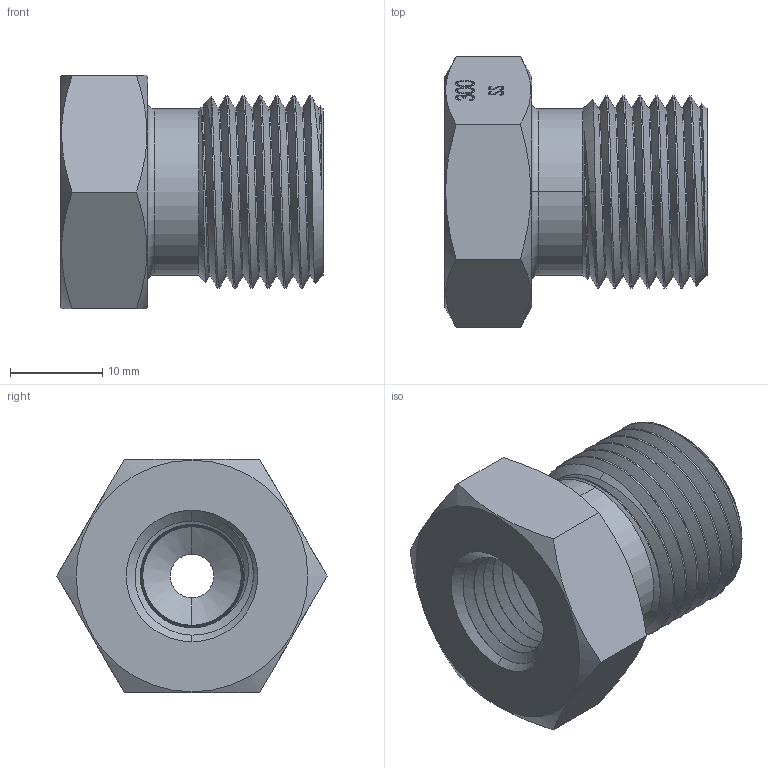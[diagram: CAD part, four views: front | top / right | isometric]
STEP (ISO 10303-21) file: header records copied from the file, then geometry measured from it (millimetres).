
FILE_DESCRIPTION (( 'STEP AP203' ), '1' );
FILE_NAME ('AD-300MSS-4FNPT.STEP', '2025-07-30T14:22:51', ( '' ), ( '' ), 'SwSTEP 2.0', 'SolidWorks 2018', '' );
FILE_SCHEMA (( 'CONFIG_CONTROL_DESIGN' ));
Length unit declared in the file: inch
Products named in the file (1): AD-300MSS-4FNPT
Bounding box: 28.45 x 29.33 x 25.4 mm (x, y, z)
Volume: 8130.4 mm3; surface area: 4677.6 mm2
Topology: 1 solids, 1 shells, 164 faces, 451 edges, 297 vertices
Faces by surface type: bspline 67, cylinder 38, cone 31, plane 24, torus 4
Entity records: 13506 total; most frequent: CARTESIAN_POINT 9973, ORIENTED_EDGE 902, EDGE_CURVE 451, DIRECTION 436, VERTEX_POINT 297, B_SPLINE_CURVE_WITH_KNOTS 194, EDGE_LOOP 174, FACE_OUTER_BOUND 164
